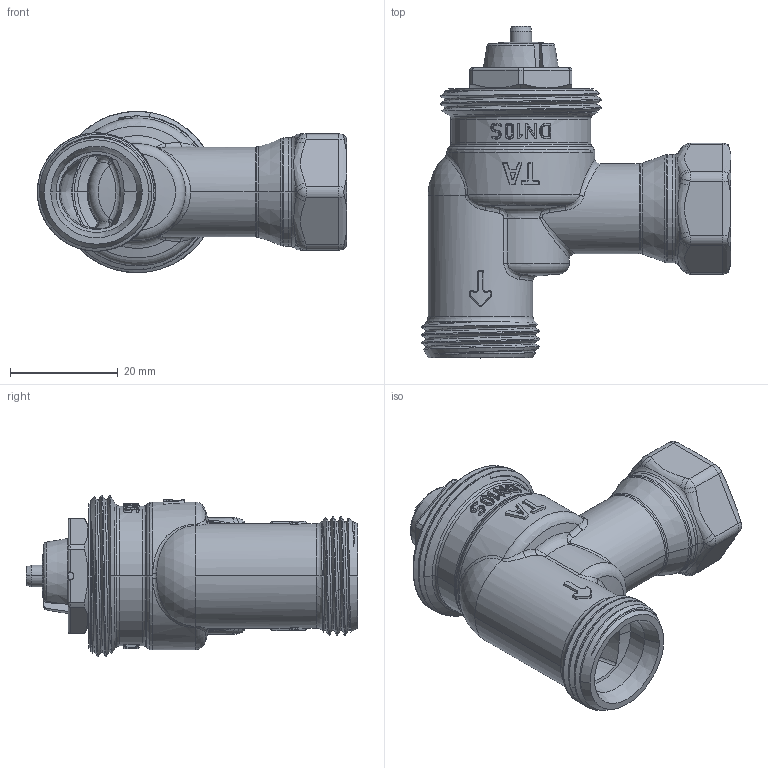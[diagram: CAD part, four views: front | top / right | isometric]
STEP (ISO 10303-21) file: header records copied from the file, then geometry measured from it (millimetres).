
FILE_DESCRIPTION((''),'2;1');
FILE_NAME('50824-110-GEWINDE_SW0001','2016-06-09T',('marann'),(''),'PRO/ENGINEER BY PARAMETRIC TECHNOLOGY CORPORATION, 2011490','PRO/ENGINEER BY PARAMETRIC TECHNOLOGY CORPORATION, 2011490','');
FILE_SCHEMA(('CONFIG_CONTROL_DESIGN'));
Length unit declared in the file: millimetre
Products named in the file (1): 50824-110-GEWINDE_SW0001
Bounding box: 57.5 x 61.7 x 30 mm (x, y, z)
Volume: 17836.6 mm3; surface area: 16066.2 mm2
Topology: 2 solids, 2 shells, 733 faces, 1883 edges, 1172 vertices
Faces by surface type: bspline 245, cylinder 168, cone 110, plane 101, torus 90, sphere 19
Entity records: 55263 total; most frequent: CARTESIAN_POINT 39596, ORIENTED_EDGE 3734, DIRECTION 2485, EDGE_CURVE 1867, VERTEX_POINT 1172, AXIS2_PLACEMENT_3D 976, B_SPLINE_CURVE_WITH_KNOTS 846, EDGE_LOOP 773
